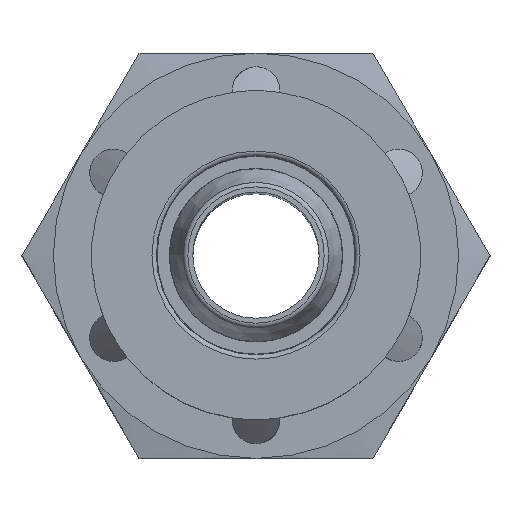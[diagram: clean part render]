
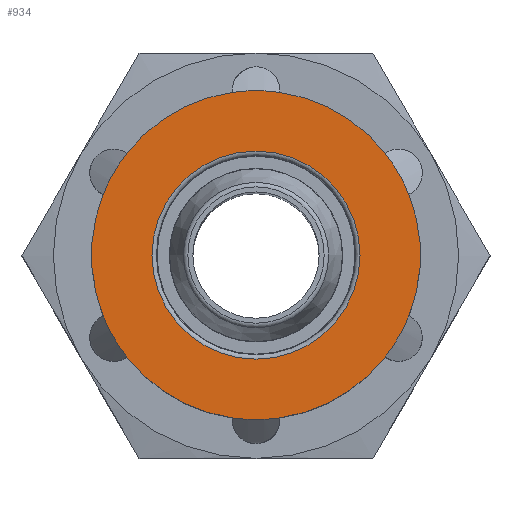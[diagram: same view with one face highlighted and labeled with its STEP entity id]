
A CAD part, top view. The second image highlights one B-rep face of the part: STEP entity #934.
In plain terms, the highlighted face is planar.
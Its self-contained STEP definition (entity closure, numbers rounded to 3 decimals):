
#161=PLANE('',#1067);
#207=ORIENTED_EDGE('',*,*,#432,.F.);
#208=ORIENTED_EDGE('',*,*,#433,.T.);
#209=ORIENTED_EDGE('',*,*,#434,.T.);
#210=ORIENTED_EDGE('',*,*,#435,.T.);
#211=ORIENTED_EDGE('',*,*,#436,.T.);
#212=ORIENTED_EDGE('',*,*,#437,.T.);
#213=ORIENTED_EDGE('',*,*,#438,.T.);
#214=ORIENTED_EDGE('',*,*,#439,.T.);
#215=ORIENTED_EDGE('',*,*,#440,.T.);
#216=ORIENTED_EDGE('',*,*,#441,.T.);
#217=ORIENTED_EDGE('',*,*,#442,.T.);
#218=ORIENTED_EDGE('',*,*,#443,.T.);
#219=ORIENTED_EDGE('',*,*,#444,.T.);
#432=EDGE_CURVE('',#553,#553,#632,.T.);
#433=EDGE_CURVE('',#554,#555,#633,.T.);
#434=EDGE_CURVE('',#555,#556,#634,.F.);
#435=EDGE_CURVE('',#556,#557,#635,.T.);
#436=EDGE_CURVE('',#557,#558,#636,.F.);
#437=EDGE_CURVE('',#558,#559,#637,.T.);
#438=EDGE_CURVE('',#559,#560,#638,.F.);
#439=EDGE_CURVE('',#560,#561,#639,.T.);
#440=EDGE_CURVE('',#561,#562,#640,.F.);
#441=EDGE_CURVE('',#562,#563,#641,.T.);
#442=EDGE_CURVE('',#563,#564,#642,.F.);
#443=EDGE_CURVE('',#564,#565,#643,.T.);
#444=EDGE_CURVE('',#565,#554,#644,.F.);
#553=VERTEX_POINT('',#1550);
#554=VERTEX_POINT('',#1552);
#555=VERTEX_POINT('',#1553);
#556=VERTEX_POINT('',#1555);
#557=VERTEX_POINT('',#1557);
#558=VERTEX_POINT('',#1559);
#559=VERTEX_POINT('',#1561);
#560=VERTEX_POINT('',#1563);
#561=VERTEX_POINT('',#1565);
#562=VERTEX_POINT('',#1567);
#563=VERTEX_POINT('',#1569);
#564=VERTEX_POINT('',#1571);
#565=VERTEX_POINT('',#1573);
#632=CIRCLE('',#1068,4.363);
#633=CIRCLE('',#1069,6.9);
#634=CIRCLE('',#1070,6.9);
#635=CIRCLE('',#1071,6.9);
#636=CIRCLE('',#1072,6.9);
#637=CIRCLE('',#1073,6.9);
#638=CIRCLE('',#1074,6.9);
#639=CIRCLE('',#1075,6.9);
#640=CIRCLE('',#1076,6.9);
#641=CIRCLE('',#1077,6.9);
#642=CIRCLE('',#1078,6.9);
#643=CIRCLE('',#1079,6.9);
#644=CIRCLE('',#1080,6.9);
#716=EDGE_LOOP('',(#207));
#717=EDGE_LOOP('',(#208,#209,#210,#211,#212,#213,#214,#215,#216,#217,#218,
#219));
#824=FACE_BOUND('',#716,.T.);
#825=FACE_BOUND('',#717,.T.);
#934=ADVANCED_FACE('',(#824,#825),#161,.F.);
#1067=AXIS2_PLACEMENT_3D('',#1548,#1254,#1255);
#1068=AXIS2_PLACEMENT_3D('',#1549,#1256,#1257);
#1069=AXIS2_PLACEMENT_3D('',#1551,#1258,#1259);
#1070=AXIS2_PLACEMENT_3D('',#1554,#1260,#1261);
#1071=AXIS2_PLACEMENT_3D('',#1556,#1262,#1263);
#1072=AXIS2_PLACEMENT_3D('',#1558,#1264,#1265);
#1073=AXIS2_PLACEMENT_3D('',#1560,#1266,#1267);
#1074=AXIS2_PLACEMENT_3D('',#1562,#1268,#1269);
#1075=AXIS2_PLACEMENT_3D('',#1564,#1270,#1271);
#1076=AXIS2_PLACEMENT_3D('',#1566,#1272,#1273);
#1077=AXIS2_PLACEMENT_3D('',#1568,#1274,#1275);
#1078=AXIS2_PLACEMENT_3D('',#1570,#1276,#1277);
#1079=AXIS2_PLACEMENT_3D('',#1572,#1278,#1279);
#1080=AXIS2_PLACEMENT_3D('',#1574,#1280,#1281);
#1254=DIRECTION('',(-1.,0.,0.));
#1255=DIRECTION('',(0.,0.,1.));
#1256=DIRECTION('',(1.,0.,0.));
#1257=DIRECTION('',(0.,0.,-1.));
#1258=DIRECTION('',(1.,0.,0.));
#1259=DIRECTION('',(0.,0.,-1.));
#1260=DIRECTION('',(-1.,0.,0.));
#1261=DIRECTION('',(0.,0.,1.));
#1262=DIRECTION('',(1.,0.,0.));
#1263=DIRECTION('',(0.,0.,-1.));
#1264=DIRECTION('',(-1.,0.,0.));
#1265=DIRECTION('',(0.,0.,1.));
#1266=DIRECTION('',(1.,0.,0.));
#1267=DIRECTION('',(0.,0.,-1.));
#1268=DIRECTION('',(-1.,0.,0.));
#1269=DIRECTION('',(0.,0.,1.));
#1270=DIRECTION('',(1.,0.,0.));
#1271=DIRECTION('',(0.,0.,-1.));
#1272=DIRECTION('',(-1.,0.,0.));
#1273=DIRECTION('',(0.,0.,1.));
#1274=DIRECTION('',(1.,0.,0.));
#1275=DIRECTION('',(0.,0.,-1.));
#1276=DIRECTION('',(-1.,0.,0.));
#1277=DIRECTION('',(0.,0.,1.));
#1278=DIRECTION('',(1.,0.,0.));
#1279=DIRECTION('',(0.,0.,-1.));
#1280=DIRECTION('',(-1.,0.,0.));
#1281=DIRECTION('',(0.,0.,1.));
#1548=CARTESIAN_POINT('',(11.,6.75,0.));
#1549=CARTESIAN_POINT('',(11.,0.,0.));
#1550=CARTESIAN_POINT('',(11.,0.,-4.363));
#1551=CARTESIAN_POINT('',(11.,0.,0.));
#1552=CARTESIAN_POINT('',(11.,2.55,6.412));
#1553=CARTESIAN_POINT('',(11.,-2.55,6.412));
#1554=CARTESIAN_POINT('',(11.,0.,0.));
#1555=CARTESIAN_POINT('',(11.,-4.278,5.414));
#1556=CARTESIAN_POINT('',(11.,0.,0.));
#1557=CARTESIAN_POINT('',(11.,-6.828,0.997));
#1558=CARTESIAN_POINT('',(11.,0.,0.));
#1559=CARTESIAN_POINT('',(11.,-6.828,-0.997));
#1560=CARTESIAN_POINT('',(11.,0.,0.));
#1561=CARTESIAN_POINT('',(11.,-4.278,-5.414));
#1562=CARTESIAN_POINT('',(11.,0.,0.));
#1563=CARTESIAN_POINT('',(11.,-2.55,-6.412));
#1564=CARTESIAN_POINT('',(11.,0.,0.));
#1565=CARTESIAN_POINT('',(11.,2.55,-6.412));
#1566=CARTESIAN_POINT('',(11.,0.,0.));
#1567=CARTESIAN_POINT('',(11.,4.278,-5.414));
#1568=CARTESIAN_POINT('',(11.,0.,0.));
#1569=CARTESIAN_POINT('',(11.,6.828,-0.997));
#1570=CARTESIAN_POINT('',(11.,0.,0.));
#1571=CARTESIAN_POINT('',(11.,6.828,0.997));
#1572=CARTESIAN_POINT('',(11.,0.,0.));
#1573=CARTESIAN_POINT('',(11.,4.278,5.414));
#1574=CARTESIAN_POINT('',(11.,0.,0.));
